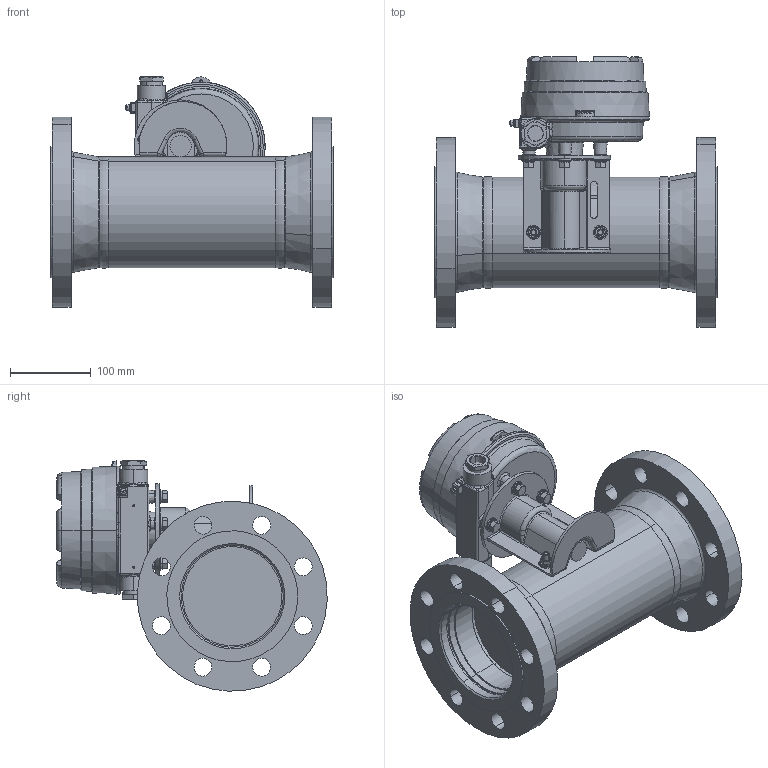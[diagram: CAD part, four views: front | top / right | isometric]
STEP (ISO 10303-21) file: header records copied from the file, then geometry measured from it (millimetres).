
FILE_DESCRIPTION (( 'STEP AP203' ), '1' );
FILE_NAME ('3809G-A-16-J-3-B-0.STEP', '2022-02-23T21:23:41', ( '' ), ( '' ), 'SwSTEP 2.0', 'SolidWorks 2020', '' );
FILE_SCHEMA (( 'CONFIG_CONTROL_DESIGN' ));
Length unit declared in the file: inch
Products named in the file (1): 3809G-A-16-J-3-B-0
Bounding box: 350 x 334.43 x 284.88 mm (x, y, z)
Volume: 6034828.6 mm3; surface area: 700986.5 mm2
Topology: 42 solids, 43 shells, 1270 faces, 2924 edges, 1743 vertices
Faces by surface type: cylinder 420, plane 344, cone 249, bspline 119, torus 98, sphere 40
Entity records: 43694 total; most frequent: CARTESIAN_POINT 15608, DIRECTION 5971, ORIENTED_EDGE 5724, EDGE_CURVE 2862, AXIS2_PLACEMENT_3D 2448, VERTEX_POINT 1743, EDGE_LOOP 1421, CIRCLE 1296
